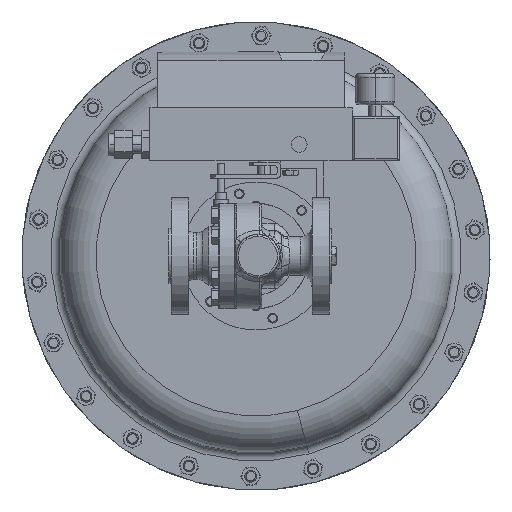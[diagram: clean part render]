
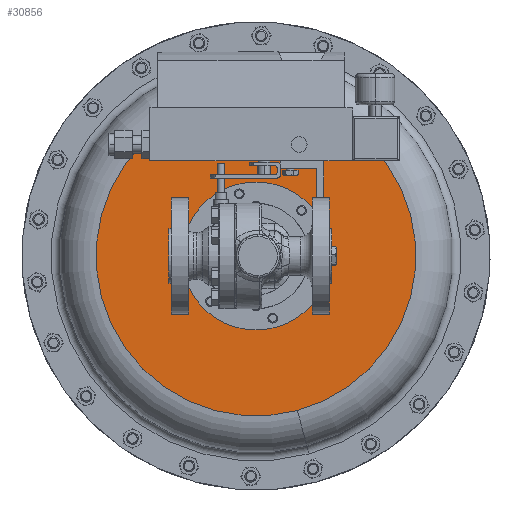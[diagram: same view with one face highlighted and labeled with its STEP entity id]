
A CAD part, front view. The second image highlights one B-rep face of the part: STEP entity #30856.
In plain terms, the highlighted planar face has unit normal (0, -1, 0).
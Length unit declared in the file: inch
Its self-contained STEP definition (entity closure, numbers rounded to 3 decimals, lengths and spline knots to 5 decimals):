
#973 = ORIENTED_EDGE ( 'NONE', *, *, #42222, .T. ) ;
#1143 = EDGE_CURVE ( 'NONE', #17051, #17650, #7005, .T. ) ;
#1898 = DIRECTION ( 'NONE',  ( 0., 1., 0. ) ) ;
#4021 = DIRECTION ( 'NONE',  ( 0., -1., 0. ) ) ;
#6107 = CARTESIAN_POINT ( 'NONE',  ( 2.1908, 10.77637, -0.70928 ) ) ;
#7005 = CIRCLE ( 'NONE', #25900, 5.125 ) ;
#7327 = AXIS2_PLACEMENT_3D ( 'NONE', #27308, #4021, #14069 ) ;
#8268 = CIRCLE ( 'NONE', #23555, 5.125 ) ;
#9592 = AXIS2_PLACEMENT_3D ( 'NONE', #36275, #11346, #36251 ) ;
#10703 = PLANE ( 'NONE',  #7327 ) ;
#11346 = DIRECTION ( 'NONE',  ( 0., 1., 0. ) ) ;
#11714 = VERTEX_POINT ( 'NONE', #41879 ) ;
#11759 = CARTESIAN_POINT ( 'NONE',  ( 0.86435, 10.77637, 4.24109 ) ) ;
#14069 = DIRECTION ( 'NONE',  ( 0.259, 0., -0.966 ) ) ;
#15074 = DIRECTION ( 'NONE',  ( -0.259, 0., 0.966 ) ) ;
#16426 = EDGE_LOOP ( 'NONE', ( #35292, #17928 ) ) ;
#16847 = CIRCLE ( 'NONE', #25124, 2.375 ) ;
#17051 = VERTEX_POINT ( 'NONE', #41126 ) ;
#17072 = CIRCLE ( 'NONE', #9592, 2.375 ) ;
#17183 = FACE_OUTER_BOUND ( 'NONE', #16426, .T. ) ;
#17650 = VERTEX_POINT ( 'NONE', #6107 ) ;
#17928 = ORIENTED_EDGE ( 'NONE', *, *, #31581, .F. ) ;
#19455 = EDGE_CURVE ( 'NONE', #20549, #11714, #16847, .T. ) ;
#20549 = VERTEX_POINT ( 'NONE', #36985 ) ;
#21850 = CARTESIAN_POINT ( 'NONE',  ( 0.86435, 10.77637, 4.24109 ) ) ;
#23555 = AXIS2_PLACEMENT_3D ( 'NONE', #11759, #35018, #15074 ) ;
#25124 = AXIS2_PLACEMENT_3D ( 'NONE', #21850, #1898, #25202 ) ;
#25202 = DIRECTION ( 'NONE',  ( 0.707, 0., -0.707 ) ) ;
#25900 = AXIS2_PLACEMENT_3D ( 'NONE', #27358, #27207, #27062 ) ;
#27062 = DIRECTION ( 'NONE',  ( -0.259, 0., 0.966 ) ) ;
#27207 = DIRECTION ( 'NONE',  ( 0., 1., 0. ) ) ;
#27308 = CARTESIAN_POINT ( 'NONE',  ( 5.81472, 10.77637, 5.56754 ) ) ;
#27358 = CARTESIAN_POINT ( 'NONE',  ( 0.86435, 10.77637, 4.24109 ) ) ;
#29183 = EDGE_LOOP ( 'NONE', ( #973, #30970 ) ) ;
#30856 = ADVANCED_FACE ( 'NONE', ( #17183, #42731 ), #10703, .T. ) ;
#30970 = ORIENTED_EDGE ( 'NONE', *, *, #19455, .T. ) ;
#31581 = EDGE_CURVE ( 'NONE', #17650, #17051, #8268, .T. ) ;
#35018 = DIRECTION ( 'NONE',  ( 0., 1., 0. ) ) ;
#35292 = ORIENTED_EDGE ( 'NONE', *, *, #1143, .F. ) ;
#36251 = DIRECTION ( 'NONE',  ( 0.707, 0., -0.707 ) ) ;
#36275 = CARTESIAN_POINT ( 'NONE',  ( 0.86435, 10.77637, 4.24109 ) ) ;
#36985 = CARTESIAN_POINT ( 'NONE',  ( 2.54373, 10.77637, 2.56172 ) ) ;
#41126 = CARTESIAN_POINT ( 'NONE',  ( -0.4621, 10.77637, 9.19146 ) ) ;
#41879 = CARTESIAN_POINT ( 'NONE',  ( -0.81503, 10.77637, 5.92047 ) ) ;
#42222 = EDGE_CURVE ( 'NONE', #11714, #20549, #17072, .T. ) ;
#42731 = FACE_BOUND ( 'NONE', #29183, .T. ) ;
